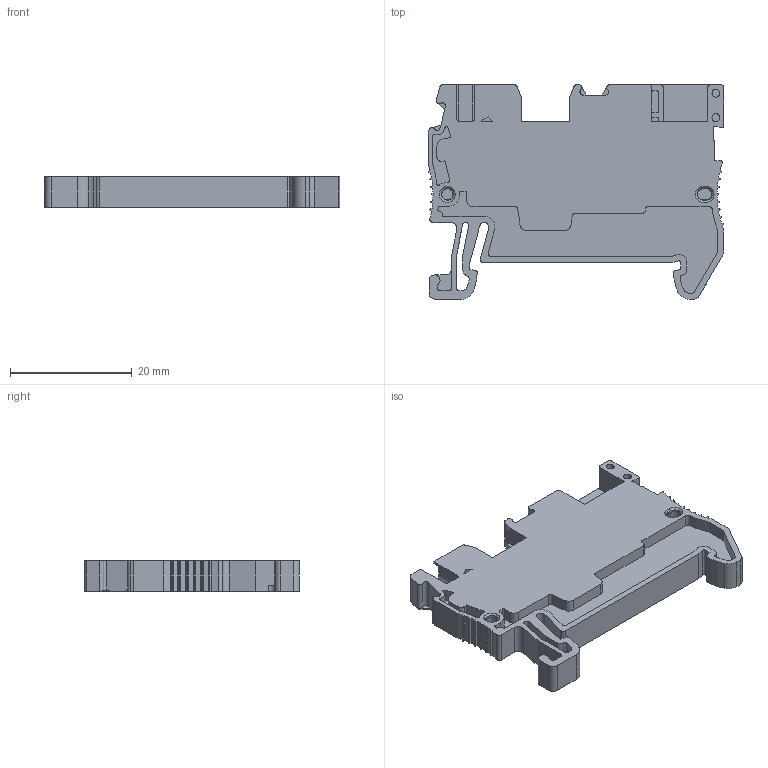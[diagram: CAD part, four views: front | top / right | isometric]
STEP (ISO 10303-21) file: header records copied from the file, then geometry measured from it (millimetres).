
FILE_DESCRIPTION((''),'2;1');
FILE_NAME('8YB759210','2022-03-30T',('ASUS'),(''),'PRO/ENGINEER BY PARAMETRIC TECHNOLOGY CORPORATION, 2013230','PRO/ENGINEER BY PARAMETRIC TECHNOLOGY CORPORATION, 2013230','');
FILE_SCHEMA(('CONFIG_CONTROL_DESIGN'));
Length unit declared in the file: millimetre
Products named in the file (1): 8YB759210
Bounding box: 48.5 x 35.2 x 5 mm (x, y, z)
Volume: 4766.1 mm3; surface area: 5021.4 mm2
Topology: 1 solids, 1 shells, 399 faces, 1127 edges, 743 vertices
Faces by surface type: plane 212, cylinder 175, cone 8, torus 4
Entity records: 13047 total; most frequent: CARTESIAN_POINT 2314, DIRECTION 2285, ORIENTED_EDGE 2254, EDGE_CURVE 1127, AXIS2_PLACEMENT_3D 768, VECTOR 749, LINE 749, VERTEX_POINT 743
